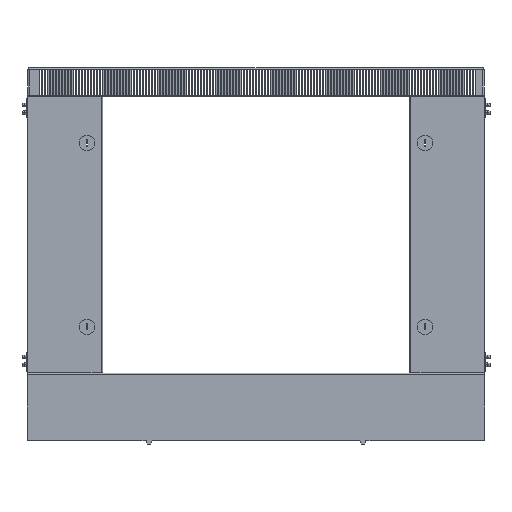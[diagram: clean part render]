
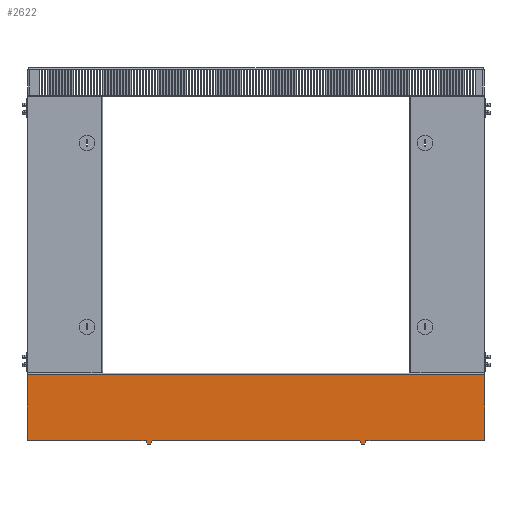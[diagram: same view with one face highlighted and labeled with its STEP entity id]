
A CAD part, top view. The second image highlights one B-rep face of the part: STEP entity #2622.
In plain terms, the highlighted planar face has unit normal (0, 0, 1).
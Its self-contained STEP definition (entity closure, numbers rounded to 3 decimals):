
#2622=ADVANCED_FACE('',(#5581),#5582,.T.);
#5581=FACE_OUTER_BOUND('',#9405,.T.);
#5582=PLANE('',#9406);
#9405=EDGE_LOOP('',(#15270,#15271,#15272,#15273,#15274,#15275,#15276,#15277,#15278,#15279,#15280,#15281));
#9406=AXIS2_PLACEMENT_3D('',#15282,#15283,#15284);
#15270=ORIENTED_EDGE('',*,*,#23706,.T.);
#15271=ORIENTED_EDGE('',*,*,#23694,.F.);
#15272=ORIENTED_EDGE('',*,*,#23707,.T.);
#15273=ORIENTED_EDGE('',*,*,#23656,.T.);
#15274=ORIENTED_EDGE('',*,*,#23646,.F.);
#15275=ORIENTED_EDGE('',*,*,#23651,.F.);
#15276=ORIENTED_EDGE('',*,*,#23654,.F.);
#15277=ORIENTED_EDGE('',*,*,#23640,.T.);
#15278=ORIENTED_EDGE('',*,*,#23625,.F.);
#15279=ORIENTED_EDGE('',*,*,#23630,.F.);
#15280=ORIENTED_EDGE('',*,*,#23634,.F.);
#15281=ORIENTED_EDGE('',*,*,#23638,.T.);
#15282=CARTESIAN_POINT('',(8.5,60.0,48.0));
#15283=DIRECTION('',(0.0,0.0,1.0));
#15284=DIRECTION('',(0.0,-1.0,0.0));
#23625=EDGE_CURVE('',#28310,#28312,#28313,.T.);
#23630=EDGE_CURVE('',#28318,#28310,#28320,.T.);
#23634=EDGE_CURVE('',#28324,#28318,#28326,.T.);
#23638=EDGE_CURVE('',#28324,#28330,#28332,.T.);
#23640=EDGE_CURVE('',#28334,#28312,#28335,.T.);
#23646=EDGE_CURVE('',#28343,#28345,#28346,.T.);
#23651=EDGE_CURVE('',#28351,#28343,#28353,.T.);
#23654=EDGE_CURVE('',#28334,#28351,#28356,.T.);
#23656=EDGE_CURVE('',#28358,#28345,#28359,.T.);
#23694=EDGE_CURVE('',#28410,#28405,#28412,.T.);
#23706=EDGE_CURVE('',#28330,#28405,#28426,.T.);
#23707=EDGE_CURVE('',#28410,#28358,#28427,.T.);
#28310=VERTEX_POINT('',#34823);
#28312=VERTEX_POINT('',#34826);
#28313=LINE('',#34827,#34828);
#28318=VERTEX_POINT('',#34835);
#28320=LINE('',#34838,#34839);
#28324=VERTEX_POINT('',#34844);
#28326=LINE('',#34847,#34848);
#28330=VERTEX_POINT('',#34853);
#28332=LINE('',#34856,#34857);
#28334=VERTEX_POINT('',#34859);
#28335=LINE('',#34860,#34861);
#28343=VERTEX_POINT('',#34872);
#28345=VERTEX_POINT('',#34875);
#28346=LINE('',#34876,#34877);
#28351=VERTEX_POINT('',#34884);
#28353=LINE('',#34887,#34888);
#28356=LINE('',#34892,#34893);
#28358=VERTEX_POINT('',#34895);
#28359=LINE('',#34896,#34897);
#28405=VERTEX_POINT('',#34958);
#28410=VERTEX_POINT('',#34964);
#28412=LINE('',#34966,#34967);
#28426=LINE('',#34986,#34987);
#28427=LINE('',#34988,#34989);
#34823=CARTESIAN_POINT('',(555.0,0.0,48.0));
#34826=CARTESIAN_POINT('',(553.0,6.0,48.0));
#34827=CARTESIAN_POINT('',(555.0,0.0,48.0));
#34828=VECTOR('',#42912,1.0);
#34835=CARTESIAN_POINT('',(561.0,0.0,48.0));
#34838=CARTESIAN_POINT('',(561.0,0.0,48.0));
#34839=VECTOR('',#42916,1.0);
#34844=CARTESIAN_POINT('',(563.0,6.0,48.0));
#34847=CARTESIAN_POINT('',(563.0,6.0,48.0));
#34848=VECTOR('',#42919,1.0);
#34853=CARTESIAN_POINT('',(757.5,6.0,48.0));
#34856=CARTESIAN_POINT('',(8.5,6.0,48.0));
#34857=VECTOR('',#42922,1.0);
#34859=CARTESIAN_POINT('',(213.0,6.0,48.0));
#34860=CARTESIAN_POINT('',(8.5,6.0,48.0));
#34861=VECTOR('',#42923,1.0);
#34872=CARTESIAN_POINT('',(205.0,0.0,48.0));
#34875=CARTESIAN_POINT('',(203.0,6.0,48.0));
#34876=CARTESIAN_POINT('',(205.0,0.0,48.0));
#34877=VECTOR('',#42928,1.0);
#34884=CARTESIAN_POINT('',(211.0,0.0,48.0));
#34887=CARTESIAN_POINT('',(211.0,0.0,48.0));
#34888=VECTOR('',#42932,1.0);
#34892=CARTESIAN_POINT('',(213.0,6.0,48.0));
#34893=VECTOR('',#42934,1.0);
#34895=CARTESIAN_POINT('',(8.5,6.0,48.0));
#34896=CARTESIAN_POINT('',(8.5,6.0,48.0));
#34897=VECTOR('',#42935,1.0);
#34958=CARTESIAN_POINT('',(757.5,114.0,48.0));
#34964=CARTESIAN_POINT('',(8.5,114.0,48.0));
#34966=CARTESIAN_POINT('',(8.5,114.0,48.0));
#34967=VECTOR('',#42982,1.0);
#34986=CARTESIAN_POINT('',(757.5,114.0,48.0));
#34987=VECTOR('',#42994,1.0);
#34988=CARTESIAN_POINT('',(8.5,114.0,48.0));
#34989=VECTOR('',#42995,1.0);
#42912=DIRECTION('',(-0.316,0.949,0.0));
#42916=DIRECTION('',(-1.0,0.0,0.0));
#42919=DIRECTION('',(-0.316,-0.949,0.0));
#42922=DIRECTION('',(1.0,0.0,0.0));
#42923=DIRECTION('',(1.0,0.0,0.0));
#42928=DIRECTION('',(-0.316,0.949,0.0));
#42932=DIRECTION('',(-1.0,0.0,0.0));
#42934=DIRECTION('',(-0.316,-0.949,0.0));
#42935=DIRECTION('',(1.0,0.0,0.0));
#42982=DIRECTION('',(1.0,0.0,0.0));
#42994=DIRECTION('',(-0.0,1.0,0.0));
#42995=DIRECTION('',(0.0,-1.0,0.0));
